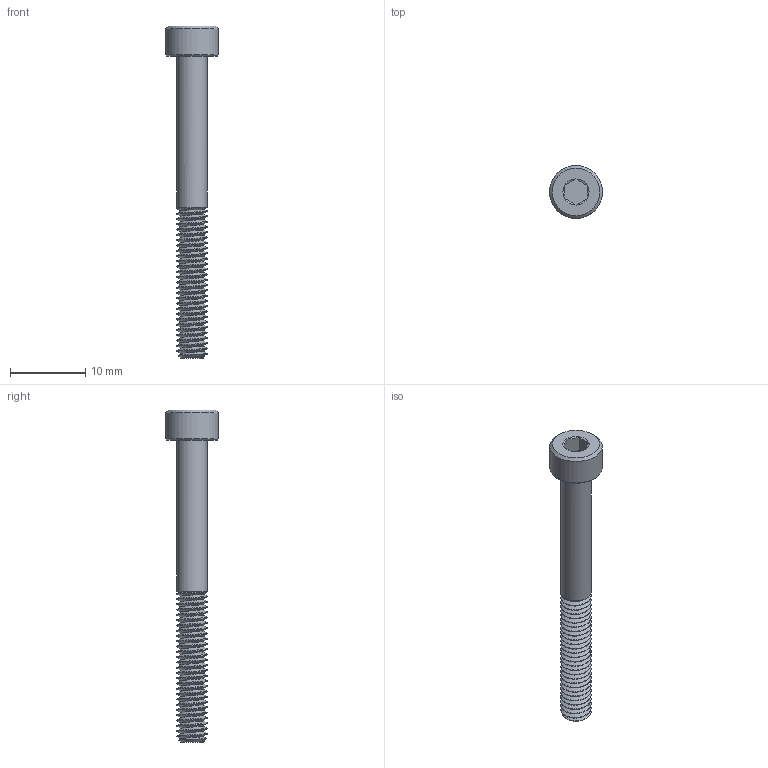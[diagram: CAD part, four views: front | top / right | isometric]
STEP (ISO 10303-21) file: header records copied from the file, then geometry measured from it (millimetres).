
FILE_DESCRIPTION(/* description */ (''),/* implementation_level */ '2;1');
FILE_NAME(/* name */ '91292A132_18-8 Stainless Steel Socket Head Screw_ipt_c5ed2712.STEP',/* time_stamp */ '2024-05-28T15:40:45+01:00',/* author */ ('rlndo'),/* organization */ (''),/* preprocessor_version */ 'ST-DEVELOPER v16.13',/* originating_system */ 'Autodesk Inventor 2018',/* authorisation */ '');
FILE_SCHEMA (('AUTOMOTIVE_DESIGN { 1 0 10303 214 3 1 1 }'));
Length unit declared in the file: millimetre
Products named in the file (1): 91292A132_18-8 Stainless Steel Socket Head Screw
Bounding box: 7 x 7 x 44 mm (x, y, z)
Volume: 555.8 mm3; surface area: 758.4 mm2
Topology: 1 solids, 1 shells, 53 faces, 134 edges, 85 vertices
Faces by surface type: cylinder 31, cone 10, plane 10, bspline 2
Full cylindrical faces by diameter (mm): 4 x28, 7 x1
Entity records: 5822 total; most frequent: CARTESIAN_POINT 5328, DIRECTION 92, ORIENTED_EDGE 84, EDGE_CURVE 42, AXIS2_PLACEMENT_3D 40, EDGE_LOOP 32, VERTEX_POINT 26, FACE_OUTER_BOUND 25
